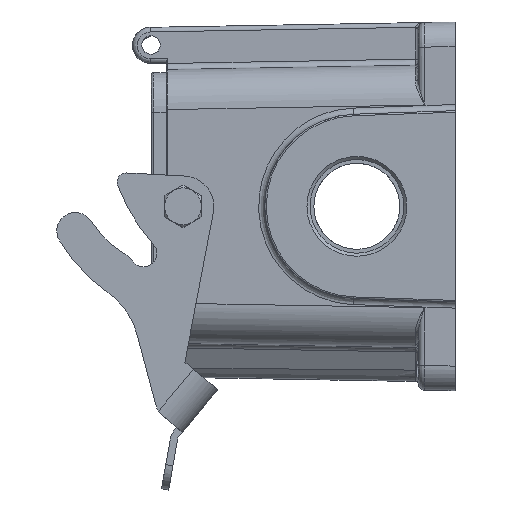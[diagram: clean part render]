
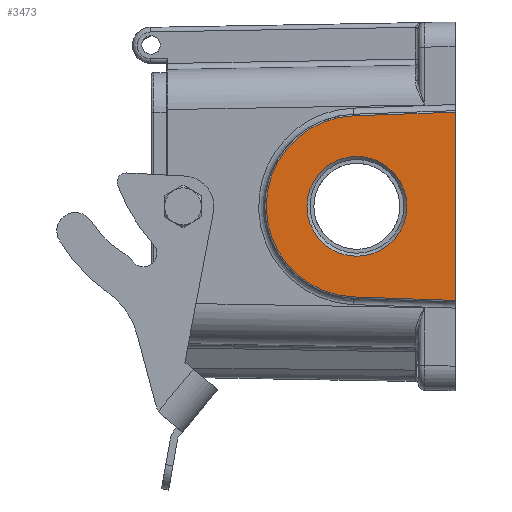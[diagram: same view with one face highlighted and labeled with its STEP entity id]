
A CAD part, left-side view. The second image highlights one B-rep face of the part: STEP entity #3473.
In plain terms, the highlighted planar face has unit normal (-1, 0, 0).
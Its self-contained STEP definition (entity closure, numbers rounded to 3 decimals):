
#1038=FACE_BOUND('',#5282,.T.);
#1039=FACE_BOUND('',#5283,.T.);
#1498=LINE('',#21585,#2387);
#1577=LINE('',#22721,#2466);
#1578=LINE('',#22729,#2467);
#2387=VECTOR('',#16088,1.);
#2466=VECTOR('',#16459,1.);
#2467=VECTOR('',#16470,1.);
#3473=ADVANCED_FACE('',(#1038,#1039),#4034,.F.);
#4034=PLANE('',#13898);
#5282=EDGE_LOOP('',(#7500));
#5283=EDGE_LOOP('',(#7501,#7502,#7503,#7504));
#7500=ORIENTED_EDGE('',*,*,#11809,.T.);
#7501=ORIENTED_EDGE('',*,*,#11806,.T.);
#7502=ORIENTED_EDGE('',*,*,#11808,.T.);
#7503=ORIENTED_EDGE('',*,*,#11611,.F.);
#7504=ORIENTED_EDGE('',*,*,#11804,.T.);
#10194=VERTEX_POINT('',#21584);
#10195=VERTEX_POINT('',#21586);
#10310=VERTEX_POINT('',#22722);
#10311=VERTEX_POINT('',#22726);
#10312=VERTEX_POINT('',#22732);
#11611=EDGE_CURVE('',#10194,#10195,#1498,.T.);
#11804=EDGE_CURVE('',#10194,#10310,#1577,.T.);
#11806=EDGE_CURVE('',#10310,#10311,#12930,.T.);
#11808=EDGE_CURVE('',#10311,#10195,#1578,.T.);
#11809=EDGE_CURVE('',#10312,#10312,#12932,.T.);
#12930=CIRCLE('',#13893,29.5);
#12932=CIRCLE('',#13897,16.25);
#13893=AXIS2_PLACEMENT_3D('',#22725,#16464,#16465);
#13897=AXIS2_PLACEMENT_3D('',#22731,#16473,#16474);
#13898=AXIS2_PLACEMENT_3D('',#22733,#16475,#16476);
#16088=DIRECTION('',(0.,0.,-1.));
#16459=DIRECTION('',(0.,0.999,-0.035));
#16464=DIRECTION('',(-1.,0.,0.));
#16465=DIRECTION('',(0.,0.,-1.));
#16470=DIRECTION('',(0.,-0.999,-0.035));
#16473=DIRECTION('',(1.,0.,0.));
#16474=DIRECTION('',(0.,0.,-1.));
#16475=DIRECTION('',(1.,0.,0.));
#16476=DIRECTION('',(0.,0.,-1.));
#21584=CARTESIAN_POINT('',(-70.5,0.,30.635));
#21585=CARTESIAN_POINT('',(-70.5,0.,30.635));
#21586=CARTESIAN_POINT('',(-70.5,0.,-30.635));
#22721=CARTESIAN_POINT('',(-70.5,0.,30.635));
#22722=CARTESIAN_POINT('',(-70.5,33.03,29.482));
#22725=CARTESIAN_POINT('',(-70.5,32.,0.));
#22726=CARTESIAN_POINT('',(-70.5,33.03,-29.482));
#22729=CARTESIAN_POINT('',(-70.5,33.03,-29.482));
#22731=CARTESIAN_POINT('',(-70.5,32.,0.));
#22732=CARTESIAN_POINT('',(-70.5,32.,-16.25));
#22733=CARTESIAN_POINT('',(-70.5,0.,0.));
